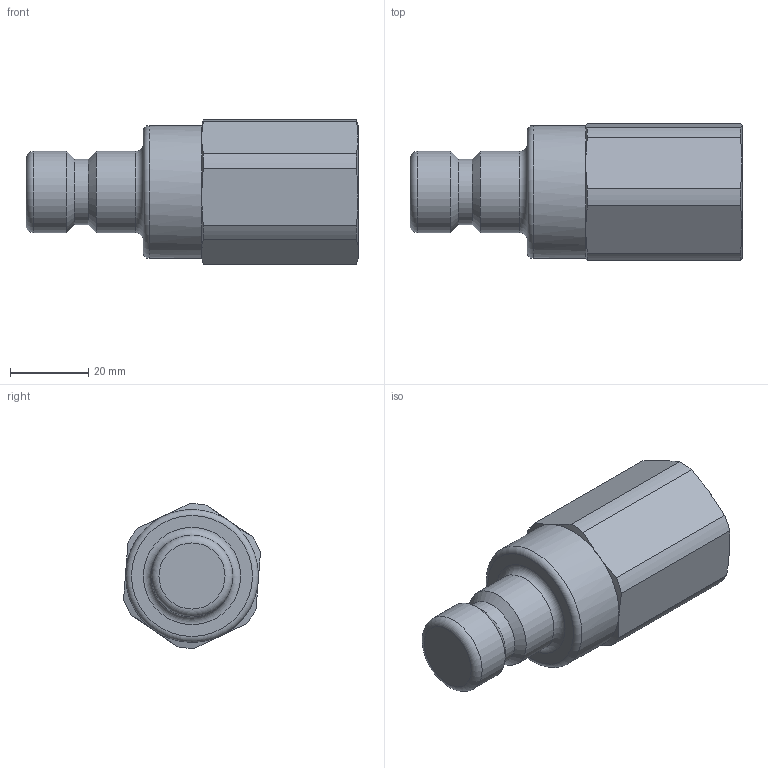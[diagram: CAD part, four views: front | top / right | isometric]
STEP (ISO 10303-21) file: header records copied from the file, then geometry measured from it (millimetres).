
FILE_DESCRIPTION((''),'2;1');
FILE_NAME('57sbiw26men.stp','2014-07-23T18:06:23',('AS035480'),(''),'Autodesk Inventor 2013','Autodesk Inventor 2013','');
FILE_SCHEMA(('AUTOMOTIVE_DESIGN { 1 0 10303 214 1 1 1 1 }'));
Length unit declared in the file: millimetre
Products named in the file (1): D111145
Bounding box: 85 x 35.03 x 36.97 mm (x, y, z)
Volume: 51797.4 mm3; surface area: 13189.4 mm2
Topology: 1 solids, 3 shells, 56 faces, 127 edges, 78 vertices
Faces by surface type: plane 19, cylinder 17, cone 15, torus 5
Full cylindrical faces by diameter (mm): 16.8 x1, 20.9 x2, 24.117 x1, 28.412 x2, 28.9 x1, 28.95 x1, 30 x2, 34 x1
Entity records: 1418 total; most frequent: CARTESIAN_POINT 273, DIRECTION 240, ORIENTED_EDGE 192, AXIS2_PLACEMENT_3D 111, EDGE_CURVE 96, EDGE_LOOP 86, VERTEX_POINT 72, FACE_OUTER_BOUND 56
